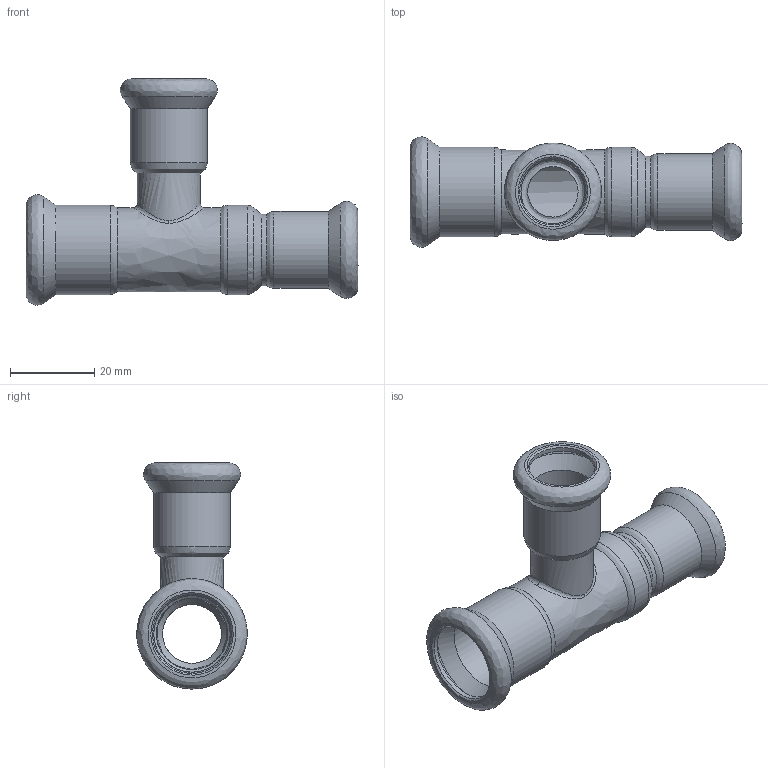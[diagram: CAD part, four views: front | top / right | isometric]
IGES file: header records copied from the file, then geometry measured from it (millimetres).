
Global section: file name: 41203; native system: Autodesk Inventor 2023; preprocessor: unknown; author: JANAN; date: 20240827.134630; units: millimetre
Bounding box: 79 x 26.28 x 53.83 mm (x, y, z)
Volume: 10089.7 mm3; surface area: 13689.8 mm2
Topology: 1 solids, 1 shells, 57 faces, 124 edges, 73 vertices
Faces by surface type: bspline 57
